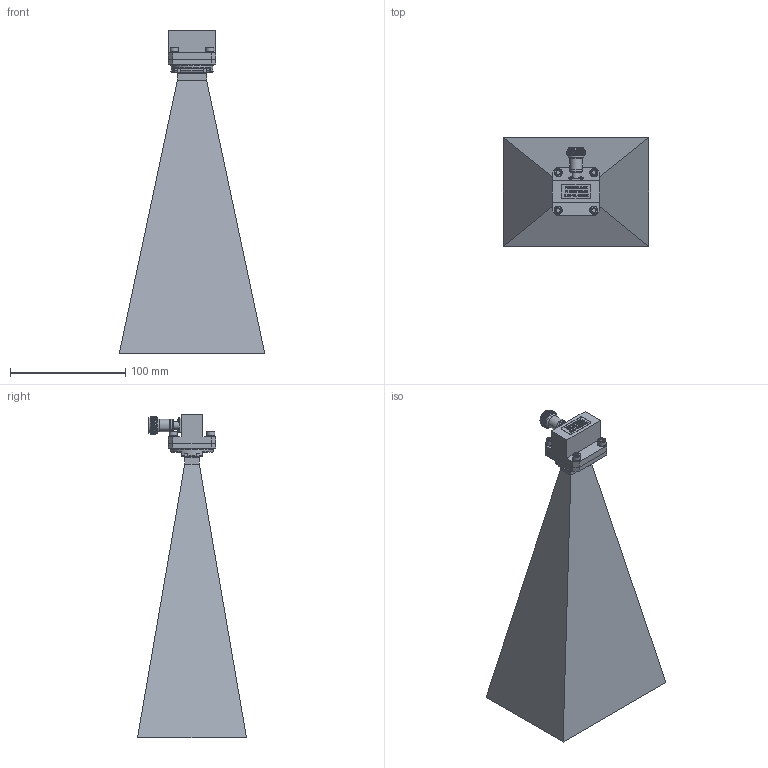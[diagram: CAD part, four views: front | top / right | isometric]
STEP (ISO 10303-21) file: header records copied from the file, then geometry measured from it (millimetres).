
FILE_DESCRIPTION (( 'STEP AP203' ), '1' );
FILE_NAME ('PE9856-NF-20.STEP', '2020-08-21T21:05:30', ( '' ), ( '' ), 'SwSTEP 2.0', 'SolidWorks 2018', '' );
FILE_SCHEMA (( 'CONFIG_CONTROL_DESIGN' ));
Length unit declared in the file: inch
Products named in the file (4): PE9801; PE9856-20; Hex Screw^PE9856-NF-20; PE9856-NF-20
Assembly tree (6 placements, depth 2):
  PE9856-NF-20
    PE9856-20
    PE9801
    Hex Screw^PE9856-NF-20  x4
Bounding box: 126.24 x 94.49 x 281.05 mm (x, y, z)
Volume: 111681.8 mm3; surface area: 142368.7 mm2
Topology: 12 solids, 12 shells, 556 faces, 1685 edges, 1230 vertices
Faces by surface type: plane 301, cylinder 128, cone 74, bspline 41, torus 12
Full cylindrical faces by diameter (mm): 1.016 x4, 1.27 x1, 2.286 x1, 4.172 x4, 4.293 x4, 4.305 x4, 6.807 x1, 6.972 x4, 7.125 x4, 10.414 x2, 10.922 x2, 13.462 x2, 36.678 x1
Entity records: 25479 total; most frequent: CARTESIAN_POINT 12677, ORIENTED_EDGE 2872, DIRECTION 2046, EDGE_CURVE 1436, VERTEX_POINT 1100, AXIS2_PLACEMENT_3D 686, LINE 674, VECTOR 674
